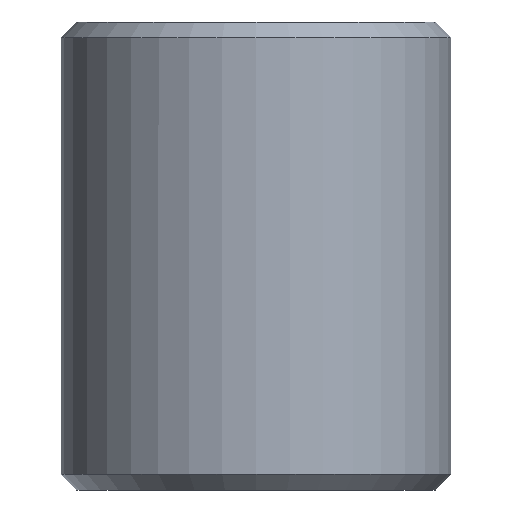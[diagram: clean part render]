
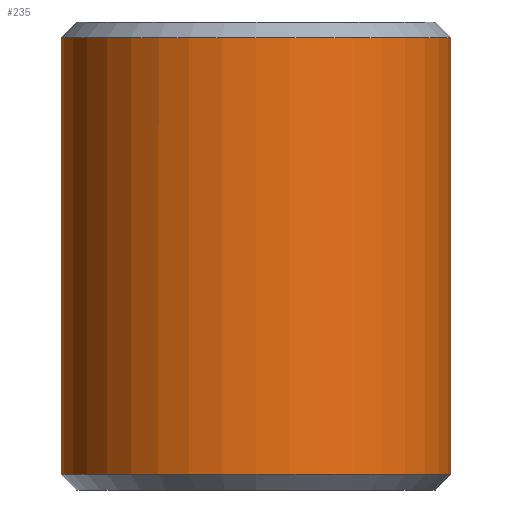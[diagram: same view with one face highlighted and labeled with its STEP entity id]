
A CAD part, front view. The second image highlights one B-rep face of the part: STEP entity #235.
In plain terms, the highlighted cylindrical face has radius 2.5 mm (diameter 5 mm), a partial arc.
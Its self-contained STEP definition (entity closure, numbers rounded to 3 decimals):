
#2 = DIRECTION ( 'NONE',  ( 0., 0., -1. ) ) ;
#3 = VERTEX_POINT ( 'NONE', #263 ) ;
#21 = CARTESIAN_POINT ( 'NONE',  ( 2.5, 0., 0.2 ) ) ;
#26 = DIRECTION ( 'NONE',  ( 0., 0., 1. ) ) ;
#27 = AXIS2_PLACEMENT_3D ( 'NONE', #87, #26, #136 ) ;
#28 = DIRECTION ( 'NONE',  ( 0., 0., -1. ) ) ;
#38 = ORIENTED_EDGE ( 'NONE', *, *, #267, .F. ) ;
#50 = VECTOR ( 'NONE', #28, 1000. ) ;
#85 = FACE_OUTER_BOUND ( 'NONE', #334, .T. ) ;
#87 = CARTESIAN_POINT ( 'NONE',  ( 0., 0., 0.2 ) ) ;
#91 = DIRECTION ( 'NONE',  ( 1., 0., 0. ) ) ;
#116 = CARTESIAN_POINT ( 'NONE',  ( 0., 0., 6. ) ) ;
#120 = CARTESIAN_POINT ( 'NONE',  ( 2.5, 0., 6. ) ) ;
#125 = CIRCLE ( 'NONE', #27, 2.5 ) ;
#136 = DIRECTION ( 'NONE',  ( 1., 0., 0. ) ) ;
#138 = VERTEX_POINT ( 'NONE', #21 ) ;
#140 = AXIS2_PLACEMENT_3D ( 'NONE', #116, #294, #325 ) ;
#164 = CARTESIAN_POINT ( 'NONE',  ( 0., 0., 5.8 ) ) ;
#167 = ORIENTED_EDGE ( 'NONE', *, *, #284, .T. ) ;
#188 = CARTESIAN_POINT ( 'NONE',  ( -2.5, 0., 0.2 ) ) ;
#189 = AXIS2_PLACEMENT_3D ( 'NONE', #164, #243, #91 ) ;
#217 = LINE ( 'NONE', #265, #50 ) ;
#218 = VERTEX_POINT ( 'NONE', #188 ) ;
#229 = ORIENTED_EDGE ( 'NONE', *, *, #258, .T. ) ;
#235 = ADVANCED_FACE ( 'NONE', ( #85 ), #348, .T. ) ;
#242 = CIRCLE ( 'NONE', #189, 2.5 ) ;
#243 = DIRECTION ( 'NONE',  ( 0., 0., -1. ) ) ;
#258 = EDGE_CURVE ( 'NONE', #3, #218, #217, .T. ) ;
#263 = CARTESIAN_POINT ( 'NONE',  ( -2.5, 0., 5.8 ) ) ;
#265 = CARTESIAN_POINT ( 'NONE',  ( -2.5, 0., 6. ) ) ;
#267 = EDGE_CURVE ( 'NONE', #275, #138, #271, .T. ) ;
#271 = LINE ( 'NONE', #120, #317 ) ;
#275 = VERTEX_POINT ( 'NONE', #328 ) ;
#284 = EDGE_CURVE ( 'NONE', #218, #138, #125, .T. ) ;
#294 = DIRECTION ( 'NONE',  ( 0., 0., -1. ) ) ;
#301 = ORIENTED_EDGE ( 'NONE', *, *, #327, .T. ) ;
#317 = VECTOR ( 'NONE', #2, 1000. ) ;
#325 = DIRECTION ( 'NONE',  ( -1., 0., 0. ) ) ;
#327 = EDGE_CURVE ( 'NONE', #275, #3, #242, .T. ) ;
#328 = CARTESIAN_POINT ( 'NONE',  ( 2.5, 0., 5.8 ) ) ;
#334 = EDGE_LOOP ( 'NONE', ( #38, #301, #229, #167 ) ) ;
#348 = CYLINDRICAL_SURFACE ( 'NONE', #140, 2.5 ) ;
